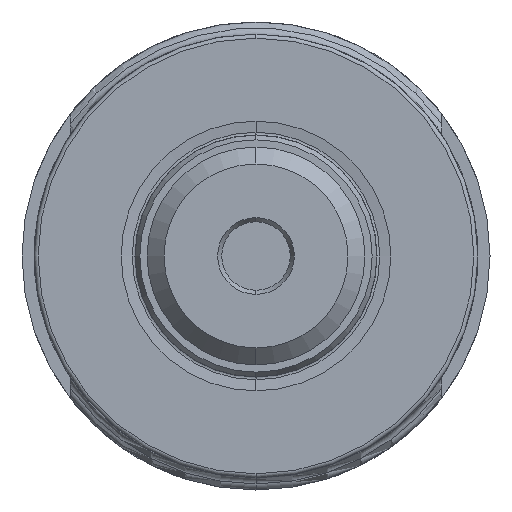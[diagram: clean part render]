
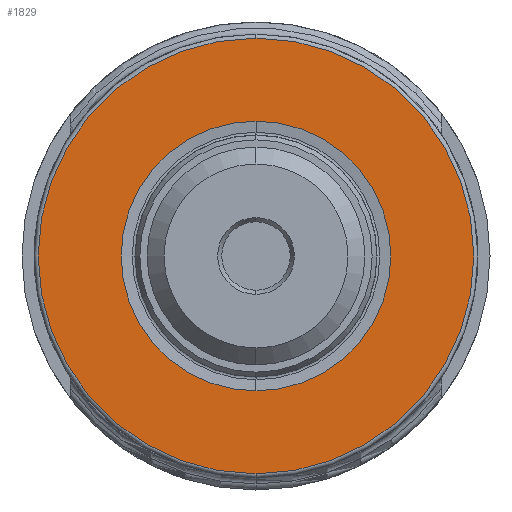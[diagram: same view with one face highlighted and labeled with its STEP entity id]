
A CAD part, left-side view. The second image highlights one B-rep face of the part: STEP entity #1829.
In plain terms, the highlighted planar face has unit normal (-1, 0, 0).
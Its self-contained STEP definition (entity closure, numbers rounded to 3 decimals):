
#56 = VERTEX_POINT ( 'NONE', #1247 ) ;
#149 = AXIS2_PLACEMENT_3D ( 'NONE', #5567, #4981, #1339 ) ;
#472 = EDGE_LOOP ( 'NONE', ( #1568, #2898 ) ) ;
#927 = EDGE_CURVE ( 'NONE', #2866, #3349, #1769, .T. ) ;
#1012 = CARTESIAN_POINT ( 'NONE',  ( 0., 0., -27. ) ) ;
#1060 = DIRECTION ( 'NONE',  ( 1., 0., 0. ) ) ;
#1172 = EDGE_LOOP ( 'NONE', ( #5554, #4586 ) ) ;
#1247 = CARTESIAN_POINT ( 'NONE',  ( 0., 0., 27. ) ) ;
#1339 = DIRECTION ( 'NONE',  ( 0., 0., 1. ) ) ;
#1568 = ORIENTED_EDGE ( 'NONE', *, *, #3467, .T. ) ;
#1769 = CIRCLE ( 'NONE', #3353, 16.715 ) ;
#1829 = ADVANCED_FACE ( 'NONE', ( #5502, #5068 ), #5445, .T. ) ;
#2061 = AXIS2_PLACEMENT_3D ( 'NONE', #5026, #2691, #4146 ) ;
#2153 = CARTESIAN_POINT ( 'NONE',  ( 0., 0., -16.715 ) ) ;
#2691 = DIRECTION ( 'NONE',  ( 1., 0., 0. ) ) ;
#2866 = VERTEX_POINT ( 'NONE', #2153 ) ;
#2894 = AXIS2_PLACEMENT_3D ( 'NONE', #5750, #5283, #4826 ) ;
#2898 = ORIENTED_EDGE ( 'NONE', *, *, #927, .T. ) ;
#2968 = DIRECTION ( 'NONE',  ( 0., 0., -1. ) ) ;
#3226 = CIRCLE ( 'NONE', #4010, 16.715 ) ;
#3349 = VERTEX_POINT ( 'NONE', #5730 ) ;
#3353 = AXIS2_PLACEMENT_3D ( 'NONE', #3865, #5242, #2968 ) ;
#3467 = EDGE_CURVE ( 'NONE', #3349, #2866, #3226, .T. ) ;
#3865 = CARTESIAN_POINT ( 'NONE',  ( 0., 0., 0. ) ) ;
#3885 = CARTESIAN_POINT ( 'NONE',  ( 0., 0., 0. ) ) ;
#4010 = AXIS2_PLACEMENT_3D ( 'NONE', #3885, #1060, #4488 ) ;
#4057 = EDGE_CURVE ( 'NONE', #56, #5778, #5103, .T. ) ;
#4146 = DIRECTION ( 'NONE',  ( 0., 0., -1. ) ) ;
#4488 = DIRECTION ( 'NONE',  ( 0., 0., -1. ) ) ;
#4586 = ORIENTED_EDGE ( 'NONE', *, *, #4057, .F. ) ;
#4826 = DIRECTION ( 'NONE',  ( 0., 0., -1. ) ) ;
#4981 = DIRECTION ( 'NONE',  ( -1., 0., 0. ) ) ;
#5026 = CARTESIAN_POINT ( 'NONE',  ( 0., 0., 0. ) ) ;
#5068 = FACE_OUTER_BOUND ( 'NONE', #1172, .T. ) ;
#5103 = CIRCLE ( 'NONE', #2061, 27. ) ;
#5137 = EDGE_CURVE ( 'NONE', #5778, #56, #5829, .T. ) ;
#5242 = DIRECTION ( 'NONE',  ( 1., 0., 0. ) ) ;
#5283 = DIRECTION ( 'NONE',  ( 1., 0., 0. ) ) ;
#5445 = PLANE ( 'NONE',  #149 ) ;
#5502 = FACE_BOUND ( 'NONE', #472, .T. ) ;
#5554 = ORIENTED_EDGE ( 'NONE', *, *, #5137, .F. ) ;
#5567 = CARTESIAN_POINT ( 'NONE',  ( 0., 16.715, 0. ) ) ;
#5730 = CARTESIAN_POINT ( 'NONE',  ( 0., 0., 16.715 ) ) ;
#5750 = CARTESIAN_POINT ( 'NONE',  ( 0., 0., 0. ) ) ;
#5778 = VERTEX_POINT ( 'NONE', #1012 ) ;
#5829 = CIRCLE ( 'NONE', #2894, 27. ) ;
